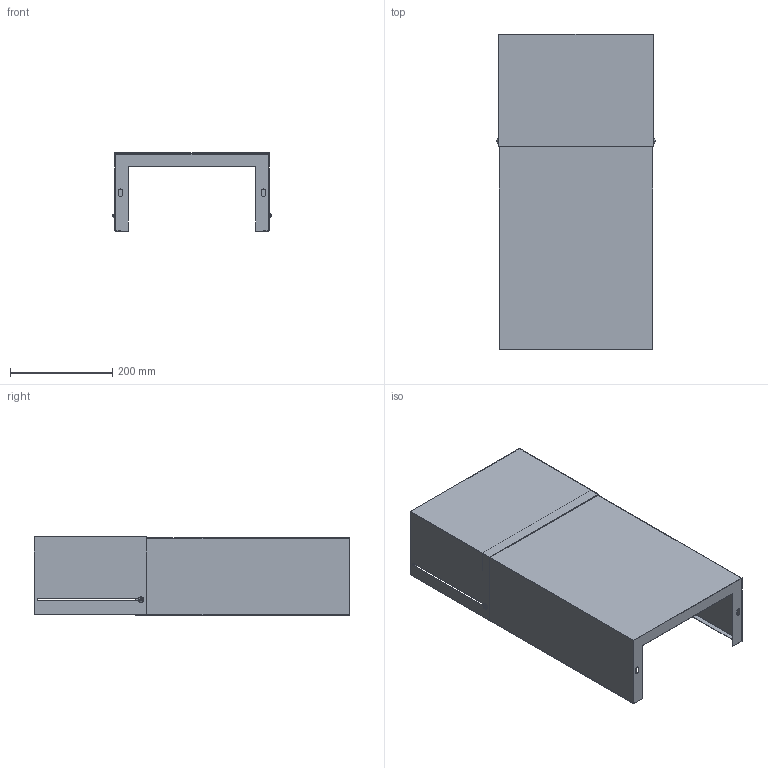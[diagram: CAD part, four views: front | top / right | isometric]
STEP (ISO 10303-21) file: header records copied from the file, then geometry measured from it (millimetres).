
FILE_DESCRIPTION (( 'STEP AP214' ), '1' );
FILE_NAME ('IND-KOMP-400-600-1-L_Êîìïåíñàòîð âûñîòû äëÿ ÓÝÐÌ-400-600 LIGHT (2 øò_êîìïë) IEK.STEP', '2021-03-31T12:56:58', ( '' ), ( '' ), 'SwSTEP 2.0', 'SolidWorks 2017', '' );
FILE_SCHEMA (( 'AUTOMOTIVE_DESIGN' ));
Length unit declared in the file: millimetre
Products named in the file (5): pan head cross collar screw_din_DIN 967 - M5 x 10 - Z --- 8.4N; 眈翴錪_220; Çàêë¸ïêà ðåçüáîâàÿ_‡ ª«ñ¯ª  à¥§ì¡®¢ ï Œ5; Êîìïåíñàòîð âûñîòû_419; IND-KOMP-400-600-1-L_Êîìïåíñàòîð âûñîòû äëÿ ÓÝÐÌ-400-600 LIGHT (2 øò_êîìïë) IEK
Assembly tree (6 placements, depth 2):
  IND-KOMP-400-600-1-L_Êîìïåíñàòîð âûñîòû äëÿ ÓÝÐÌ-400-600 LIGHT (2 øò_êîìïë) IEK
    眈翴錪_220
    Êîìïåíñàòîð âûñîòû_419
    Çàêë¸ïêà ðåçüáîâàÿ_‡ ª«ñ¯ª  à¥§ì¡®¢ ï Œ5  x2
    pan head cross collar screw_din_DIN 967 - M5 x 10 - Z --- 8.4N  x2
Bounding box: 309.89 x 618 x 153.2 mm (x, y, z)
Volume: 410709.6 mm3; surface area: 833841.7 mm2
Topology: 6 solids, 6 shells, 152 faces, 384 edges, 250 vertices
Faces by surface type: plane 88, cylinder 36, cone 12, torus 12, sphere 4
Entity records: 3442 total; most frequent: DIRECTION 586, CARTESIAN_POINT 582, ORIENTED_EDGE 536, EDGE_CURVE 268, AXIS2_PLACEMENT_3D 213, VERTEX_POINT 177, VECTOR 160, LINE 160
